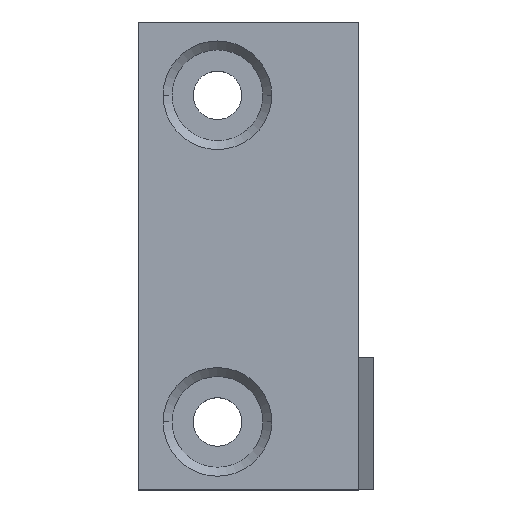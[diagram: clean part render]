
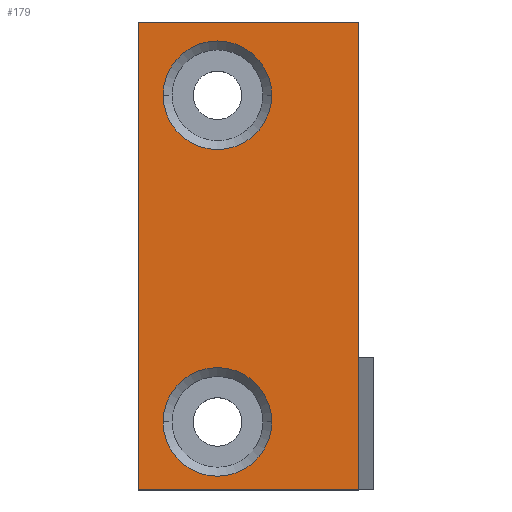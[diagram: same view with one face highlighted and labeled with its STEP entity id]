
A CAD part, top view. The second image highlights one B-rep face of the part: STEP entity #179.
In plain terms, the highlighted planar face has unit normal (0, 0, 1).
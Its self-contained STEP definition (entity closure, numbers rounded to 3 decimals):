
#1 = CIRCLE ( 'NONE', #345, 6.15 ) ;
#3 = DIRECTION ( 'NONE',  ( 1., 0., 0. ) ) ;
#9 = CARTESIAN_POINT ( 'NONE',  ( 0., 53., 8. ) ) ;
#23 = EDGE_CURVE ( 'NONE', #651, #134, #418, .T. ) ;
#51 = CARTESIAN_POINT ( 'NONE',  ( 0., 0., 8. ) ) ;
#54 = VERTEX_POINT ( 'NONE', #85 ) ;
#77 = EDGE_CURVE ( 'NONE', #54, #451, #382, .T. ) ;
#80 = CARTESIAN_POINT ( 'NONE',  ( 2.85, 44.7, 8. ) ) ;
#83 = CARTESIAN_POINT ( 'NONE',  ( 9., 44.7, 8. ) ) ;
#85 = CARTESIAN_POINT ( 'NONE',  ( 25., 53., 8. ) ) ;
#87 = PLANE ( 'NONE',  #548 ) ;
#88 = VERTEX_POINT ( 'NONE', #101 ) ;
#93 = EDGE_CURVE ( 'NONE', #219, #472, #741, .T. ) ;
#101 = CARTESIAN_POINT ( 'NONE',  ( 25., 0., 8. ) ) ;
#119 = CARTESIAN_POINT ( 'NONE',  ( 25., 0., 8. ) ) ;
#122 = VECTOR ( 'NONE', #557, 1000. ) ;
#124 = ORIENTED_EDGE ( 'NONE', *, *, #450, .T. ) ;
#130 = VECTOR ( 'NONE', #549, 1000. ) ;
#134 = VERTEX_POINT ( 'NONE', #327 ) ;
#148 = CARTESIAN_POINT ( 'NONE',  ( 0., 0., 8. ) ) ;
#150 = CARTESIAN_POINT ( 'NONE',  ( 0., 0., 8. ) ) ;
#158 = EDGE_CURVE ( 'NONE', #472, #219, #308, .T. ) ;
#179 = ADVANCED_FACE ( 'NONE', ( #202, #256, #430 ), #87, .F. ) ;
#183 = ORIENTED_EDGE ( 'NONE', *, *, #158, .T. ) ;
#184 = CARTESIAN_POINT ( 'NONE',  ( 0., 0., 8. ) ) ;
#202 = FACE_BOUND ( 'NONE', #676, .T. ) ;
#219 = VERTEX_POINT ( 'NONE', #692 ) ;
#244 = DIRECTION ( 'NONE',  ( -1., 0., 0. ) ) ;
#254 = DIRECTION ( 'NONE',  ( 0., 0., -1. ) ) ;
#256 = FACE_BOUND ( 'NONE', #436, .T. ) ;
#261 = CARTESIAN_POINT ( 'NONE',  ( 9., 7.7, 8. ) ) ;
#269 = DIRECTION ( 'NONE',  ( -1., 0., 0. ) ) ;
#290 = EDGE_CURVE ( 'NONE', #88, #54, #340, .T. ) ;
#294 = LINE ( 'NONE', #184, #491 ) ;
#308 = CIRCLE ( 'NONE', #394, 6.15 ) ;
#318 = ORIENTED_EDGE ( 'NONE', *, *, #432, .T. ) ;
#327 = CARTESIAN_POINT ( 'NONE',  ( 15.15, 44.7, 8. ) ) ;
#340 = LINE ( 'NONE', #119, #488 ) ;
#345 = AXIS2_PLACEMENT_3D ( 'NONE', #414, #691, #351 ) ;
#351 = DIRECTION ( 'NONE',  ( -1., 0., 0. ) ) ;
#355 = AXIS2_PLACEMENT_3D ( 'NONE', #83, #254, #244 ) ;
#371 = CARTESIAN_POINT ( 'NONE',  ( 0., 53., 8. ) ) ;
#376 = DIRECTION ( 'NONE',  ( 0., 0., -1. ) ) ;
#382 = LINE ( 'NONE', #371, #130 ) ;
#386 = DIRECTION ( 'NONE',  ( 0., 0., -1. ) ) ;
#387 = VERTEX_POINT ( 'NONE', #51 ) ;
#391 = DIRECTION ( 'NONE',  ( -1., 0., 0. ) ) ;
#394 = AXIS2_PLACEMENT_3D ( 'NONE', #733, #386, #391 ) ;
#396 = DIRECTION ( 'NONE',  ( -1., 0., 0. ) ) ;
#414 = CARTESIAN_POINT ( 'NONE',  ( 9., 44.7, 8. ) ) ;
#415 = ORIENTED_EDGE ( 'NONE', *, *, #688, .T. ) ;
#418 = CIRCLE ( 'NONE', #355, 6.15 ) ;
#430 = FACE_OUTER_BOUND ( 'NONE', #555, .T. ) ;
#432 = EDGE_CURVE ( 'NONE', #134, #651, #1, .T. ) ;
#436 = EDGE_LOOP ( 'NONE', ( #318, #570 ) ) ;
#450 = EDGE_CURVE ( 'NONE', #387, #88, #294, .T. ) ;
#451 = VERTEX_POINT ( 'NONE', #9 ) ;
#472 = VERTEX_POINT ( 'NONE', #522 ) ;
#479 = ORIENTED_EDGE ( 'NONE', *, *, #93, .T. ) ;
#488 = VECTOR ( 'NONE', #569, 1000. ) ;
#491 = VECTOR ( 'NONE', #3, 1000. ) ;
#505 = LINE ( 'NONE', #150, #122 ) ;
#522 = CARTESIAN_POINT ( 'NONE',  ( 15.15, 7.7, 8. ) ) ;
#548 = AXIS2_PLACEMENT_3D ( 'NONE', #148, #376, #396 ) ;
#549 = DIRECTION ( 'NONE',  ( -1., 0., 0. ) ) ;
#555 = EDGE_LOOP ( 'NONE', ( #415, #124, #584, #731 ) ) ;
#557 = DIRECTION ( 'NONE',  ( 0., -1., 0. ) ) ;
#559 = DIRECTION ( 'NONE',  ( 0., 0., -1. ) ) ;
#569 = DIRECTION ( 'NONE',  ( 0., 1., 0. ) ) ;
#570 = ORIENTED_EDGE ( 'NONE', *, *, #23, .T. ) ;
#584 = ORIENTED_EDGE ( 'NONE', *, *, #290, .T. ) ;
#610 = AXIS2_PLACEMENT_3D ( 'NONE', #261, #559, #269 ) ;
#651 = VERTEX_POINT ( 'NONE', #80 ) ;
#676 = EDGE_LOOP ( 'NONE', ( #183, #479 ) ) ;
#688 = EDGE_CURVE ( 'NONE', #451, #387, #505, .T. ) ;
#691 = DIRECTION ( 'NONE',  ( 0., 0., -1. ) ) ;
#692 = CARTESIAN_POINT ( 'NONE',  ( 2.85, 7.7, 8. ) ) ;
#731 = ORIENTED_EDGE ( 'NONE', *, *, #77, .T. ) ;
#733 = CARTESIAN_POINT ( 'NONE',  ( 9., 7.7, 8. ) ) ;
#741 = CIRCLE ( 'NONE', #610, 6.15 ) ;
